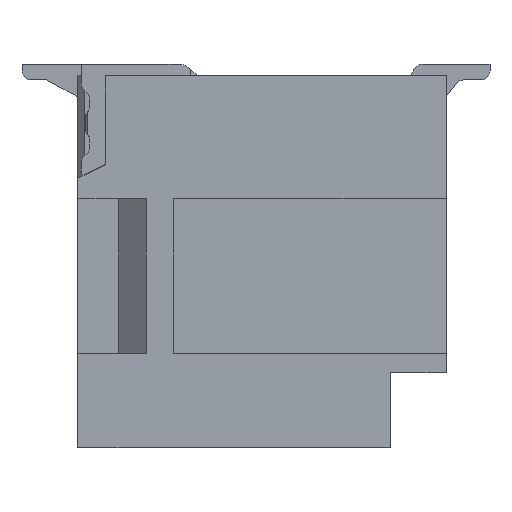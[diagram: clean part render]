
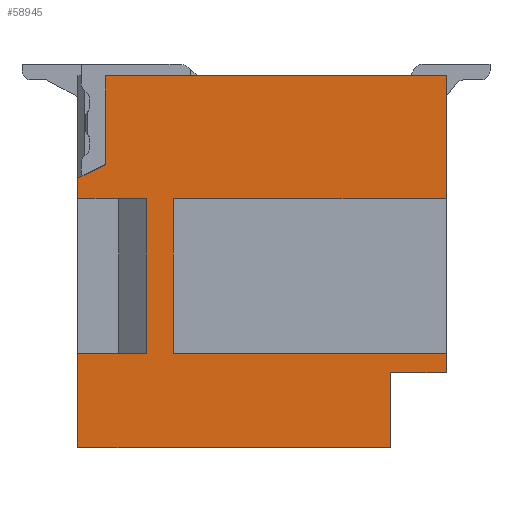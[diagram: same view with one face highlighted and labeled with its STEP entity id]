
A CAD part, front view. The second image highlights one B-rep face of the part: STEP entity #58945.
In plain terms, the highlighted planar face has unit normal (0, -1, 0).
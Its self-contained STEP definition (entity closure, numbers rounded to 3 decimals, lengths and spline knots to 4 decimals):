
#1682 = ORIENTED_EDGE ( 'NONE', *, *, #129924, .F. ) ;
#2778 = VERTEX_POINT ( 'NONE', #44025 ) ;
#3928 = EDGE_CURVE ( 'NONE', #69763, #100041, #118275, .T. ) ;
#5164 = DIRECTION ( 'NONE',  ( -1., 0., 0. ) ) ;
#6405 = LINE ( 'NONE', #49202, #97607 ) ;
#6706 = DIRECTION ( 'NONE',  ( -1., 0., 0. ) ) ;
#8376 = ORIENTED_EDGE ( 'NONE', *, *, #3928, .F. ) ;
#8469 = VECTOR ( 'NONE', #5164, 1000. ) ;
#9168 = VECTOR ( 'NONE', #6706, 1000. ) ;
#9280 = EDGE_CURVE ( 'NONE', #129082, #10530, #108146, .T. ) ;
#10312 = CARTESIAN_POINT ( 'NONE',  ( 5.52, -14.5, -4.35 ) ) ;
#10530 = VERTEX_POINT ( 'NONE', #97282 ) ;
#12631 = CARTESIAN_POINT ( 'NONE',  ( -0.12, -14.5, 0. ) ) ;
#13263 = VERTEX_POINT ( 'NONE', #114907 ) ;
#15091 = CARTESIAN_POINT ( 'NONE',  ( 5.52, -14.5, -4.07 ) ) ;
#16327 = VECTOR ( 'NONE', #55306, 1000. ) ;
#16477 = CARTESIAN_POINT ( 'NONE',  ( 0., -14.5, -5.57 ) ) ;
#16959 = DIRECTION ( 'NONE',  ( 0.894, 0., 0.447 ) ) ;
#17489 = CARTESIAN_POINT ( 'NONE',  ( 1.4, -14.5, -4.07 ) ) ;
#19684 = LINE ( 'NONE', #35440, #110152 ) ;
#19899 = EDGE_CURVE ( 'NONE', #100041, #70872, #101442, .T. ) ;
#20055 = VECTOR ( 'NONE', #99960, 1000. ) ;
#24793 = DIRECTION ( 'NONE',  ( 1., 0., 0. ) ) ;
#25285 = DIRECTION ( 'NONE',  ( -1., 0., 0. ) ) ;
#25454 = CARTESIAN_POINT ( 'NONE',  ( 0.4, -14.5, 0. ) ) ;
#26595 = ORIENTED_EDGE ( 'NONE', *, *, #110271, .F. ) ;
#27551 = CARTESIAN_POINT ( 'NONE',  ( 5.4, -14.5, -4.35 ) ) ;
#27828 = CARTESIAN_POINT ( 'NONE',  ( 0.4, -14.5, -1.3 ) ) ;
#27937 = CARTESIAN_POINT ( 'NONE',  ( 5.4, -14.5, 0.12 ) ) ;
#28608 = DIRECTION ( 'NONE',  ( 1., 0., 0. ) ) ;
#28703 = DIRECTION ( 'NONE',  ( 0., 0., 1. ) ) ;
#29106 = VECTOR ( 'NONE', #25285, 1000. ) ;
#29863 = ORIENTED_EDGE ( 'NONE', *, *, #109546, .F. ) ;
#30315 = DIRECTION ( 'NONE',  ( -1., 0., 0. ) ) ;
#30678 = VERTEX_POINT ( 'NONE', #100865 ) ;
#31849 = VERTEX_POINT ( 'NONE', #106201 ) ;
#33092 = VERTEX_POINT ( 'NONE', #102357 ) ;
#33857 = EDGE_CURVE ( 'NONE', #85766, #54322, #51867, .T. ) ;
#34687 = VECTOR ( 'NONE', #28608, 1000. ) ;
#34753 = DIRECTION ( 'NONE',  ( 0., 1., 0. ) ) ;
#35420 = EDGE_LOOP ( 'NONE', ( #1682, #35862, #134482, #26595, #101963, #106667, #29863, #95221, #128492, #88468, #8376, #73310, #125760, #63332, #87491, #90286 ) ) ;
#35440 = CARTESIAN_POINT ( 'NONE',  ( 4.58, -14.5, -4.23 ) ) ;
#35862 = ORIENTED_EDGE ( 'NONE', *, *, #89572, .F. ) ;
#38892 = VERTEX_POINT ( 'NONE', #27828 ) ;
#39206 = CARTESIAN_POINT ( 'NONE',  ( 4.7, -14.5, -5.45 ) ) ;
#40894 = VECTOR ( 'NONE', #28703, 1000. ) ;
#42212 = VECTOR ( 'NONE', #103257, 1000. ) ;
#43476 = CARTESIAN_POINT ( 'NONE',  ( -0.12, -14.5, 0.12 ) ) ;
#44025 = CARTESIAN_POINT ( 'NONE',  ( 5.4, -14.5, -1.8 ) ) ;
#45538 = VERTEX_POINT ( 'NONE', #25454 ) ;
#45555 = CARTESIAN_POINT ( 'NONE',  ( 0., -14.5, -5.57 ) ) ;
#45603 = CARTESIAN_POINT ( 'NONE',  ( 5.4, -14.5, -4.07 ) ) ;
#48302 = EDGE_CURVE ( 'NONE', #30678, #2778, #75117, .T. ) ;
#49202 = CARTESIAN_POINT ( 'NONE',  ( 5.4, -14.5, 0.12 ) ) ;
#51219 = DIRECTION ( 'NONE',  ( 0., 0., -1. ) ) ;
#51770 = VECTOR ( 'NONE', #16959, 1000. ) ;
#51867 = LINE ( 'NONE', #10312, #9168 ) ;
#51953 = CARTESIAN_POINT ( 'NONE',  ( 1., -14.5, -4.07 ) ) ;
#52323 = LINE ( 'NONE', #39206, #8469 ) ;
#54322 = VERTEX_POINT ( 'NONE', #106651 ) ;
#55306 = DIRECTION ( 'NONE',  ( 1., 0., 0. ) ) ;
#57658 = PLANE ( 'NONE',  #124062 ) ;
#58945 = ADVANCED_FACE ( 'NONE', ( #98215 ), #57658, .F. ) ;
#60338 = DIRECTION ( 'NONE',  ( 0., 0., -1. ) ) ;
#63332 = ORIENTED_EDGE ( 'NONE', *, *, #98283, .F. ) ;
#69371 = LINE ( 'NONE', #45555, #20055 ) ;
#69763 = VERTEX_POINT ( 'NONE', #120533 ) ;
#70137 = VECTOR ( 'NONE', #51219, 1000. ) ;
#70872 = VERTEX_POINT ( 'NONE', #45603 ) ;
#73310 = ORIENTED_EDGE ( 'NONE', *, *, #111239, .F. ) ;
#73709 = EDGE_CURVE ( 'NONE', #33092, #38892, #95068, .T. ) ;
#74455 = VECTOR ( 'NONE', #60338, 1000. ) ;
#75117 = LINE ( 'NONE', #27937, #74455 ) ;
#75756 = CARTESIAN_POINT ( 'NONE',  ( 1.4, -14.5, -1.68 ) ) ;
#75959 = CARTESIAN_POINT ( 'NONE',  ( -0.12, -14.5, -1.8 ) ) ;
#76492 = EDGE_CURVE ( 'NONE', #38892, #45538, #133036, .T. ) ;
#77014 = LINE ( 'NONE', #12631, #121588 ) ;
#77525 = VERTEX_POINT ( 'NONE', #81655 ) ;
#77880 = LINE ( 'NONE', #123056, #34687 ) ;
#81647 = EDGE_CURVE ( 'NONE', #118471, #77525, #52323, .T. ) ;
#81655 = CARTESIAN_POINT ( 'NONE',  ( 0., -14.5, -5.45 ) ) ;
#85766 = VERTEX_POINT ( 'NONE', #27551 ) ;
#87491 = ORIENTED_EDGE ( 'NONE', *, *, #76492, .F. ) ;
#88468 = ORIENTED_EDGE ( 'NONE', *, *, #19899, .F. ) ;
#89572 = EDGE_CURVE ( 'NONE', #10530, #13263, #122743, .T. ) ;
#90286 = ORIENTED_EDGE ( 'NONE', *, *, #73709, .F. ) ;
#91294 = LINE ( 'NONE', #106540, #93793 ) ;
#93793 = VECTOR ( 'NONE', #30315, 1000. ) ;
#95068 = LINE ( 'NONE', #132418, #51770 ) ;
#95221 = ORIENTED_EDGE ( 'NONE', *, *, #33857, .F. ) ;
#97282 = CARTESIAN_POINT ( 'NONE',  ( 1., -14.5, -1.8 ) ) ;
#97607 = VECTOR ( 'NONE', #113943, 1000. ) ;
#98215 = FACE_OUTER_BOUND ( 'NONE', #35420, .T. ) ;
#98283 = EDGE_CURVE ( 'NONE', #45538, #30678, #77014, .T. ) ;
#99960 = DIRECTION ( 'NONE',  ( 0., 0., 1. ) ) ;
#100041 = VERTEX_POINT ( 'NONE', #17489 ) ;
#100546 = CARTESIAN_POINT ( 'NONE',  ( 1., -14.5, -1.68 ) ) ;
#100865 = CARTESIAN_POINT ( 'NONE',  ( 5.4, -14.5, 0. ) ) ;
#101442 = LINE ( 'NONE', #15091, #16327 ) ;
#101963 = ORIENTED_EDGE ( 'NONE', *, *, #131542, .F. ) ;
#102357 = CARTESIAN_POINT ( 'NONE',  ( 0., -14.5, -1.5 ) ) ;
#103257 = DIRECTION ( 'NONE',  ( 0., 0., 1. ) ) ;
#106201 = CARTESIAN_POINT ( 'NONE',  ( 0., -14.5, -4.07 ) ) ;
#106540 = CARTESIAN_POINT ( 'NONE',  ( -0.12, -14.5, -1.8 ) ) ;
#106651 = CARTESIAN_POINT ( 'NONE',  ( 4.58, -14.5, -4.35 ) ) ;
#106667 = ORIENTED_EDGE ( 'NONE', *, *, #81647, .F. ) ;
#108146 = LINE ( 'NONE', #100546, #109493 ) ;
#109493 = VECTOR ( 'NONE', #110029, 1000. ) ;
#109546 = EDGE_CURVE ( 'NONE', #54322, #118471, #19684, .T. ) ;
#110029 = DIRECTION ( 'NONE',  ( 0., 0., 1. ) ) ;
#110152 = VECTOR ( 'NONE', #129974, 1000. ) ;
#110271 = EDGE_CURVE ( 'NONE', #31849, #129082, #77880, .T. ) ;
#111239 = EDGE_CURVE ( 'NONE', #2778, #69763, #91294, .T. ) ;
#111450 = CARTESIAN_POINT ( 'NONE',  ( 4.58, -14.5, -5.45 ) ) ;
#111838 = CARTESIAN_POINT ( 'NONE',  ( 0.4, -14.5, -1.42 ) ) ;
#113943 = DIRECTION ( 'NONE',  ( 0., 0., -1. ) ) ;
#114907 = CARTESIAN_POINT ( 'NONE',  ( 0., -14.5, -1.8 ) ) ;
#115050 = EDGE_CURVE ( 'NONE', #70872, #85766, #6405, .T. ) ;
#116074 = DIRECTION ( 'NONE',  ( 1., 0., 0. ) ) ;
#118275 = LINE ( 'NONE', #75756, #70137 ) ;
#118471 = VERTEX_POINT ( 'NONE', #111450 ) ;
#120533 = CARTESIAN_POINT ( 'NONE',  ( 1.4, -14.5, -1.8 ) ) ;
#121588 = VECTOR ( 'NONE', #24793, 1000. ) ;
#122743 = LINE ( 'NONE', #75959, #29106 ) ;
#123056 = CARTESIAN_POINT ( 'NONE',  ( 5.52, -14.5, -4.07 ) ) ;
#124062 = AXIS2_PLACEMENT_3D ( 'NONE', #43476, #34753, #116074 ) ;
#125760 = ORIENTED_EDGE ( 'NONE', *, *, #48302, .F. ) ;
#128492 = ORIENTED_EDGE ( 'NONE', *, *, #115050, .F. ) ;
#129082 = VERTEX_POINT ( 'NONE', #51953 ) ;
#129924 = EDGE_CURVE ( 'NONE', #13263, #33092, #69371, .T. ) ;
#129974 = DIRECTION ( 'NONE',  ( 0., 0., -1. ) ) ;
#130792 = LINE ( 'NONE', #16477, #40894 ) ;
#131542 = EDGE_CURVE ( 'NONE', #77525, #31849, #130792, .T. ) ;
#132418 = CARTESIAN_POINT ( 'NONE',  ( -0.1073, -14.5, -1.5537 ) ) ;
#133036 = LINE ( 'NONE', #111838, #42212 ) ;
#134482 = ORIENTED_EDGE ( 'NONE', *, *, #9280, .F. ) ;
